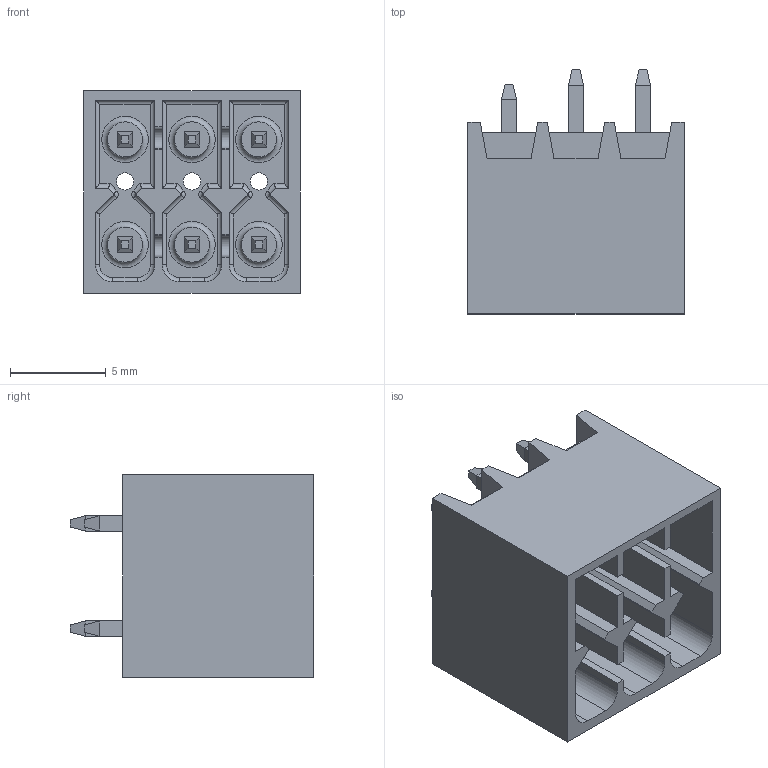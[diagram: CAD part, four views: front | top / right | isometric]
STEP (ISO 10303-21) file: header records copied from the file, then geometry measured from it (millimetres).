
FILE_DESCRIPTION(/* description */ ('Unknown'),/* implementation_level */ '2;1');
FILE_NAME(/* name */ '691778100006',/* time_stamp */ '2024-07-18T10:03:54+02:00',/* author */ ('Unknown'),/* organization */ ('Unknown'),/* preprocessor_version */ 'ST-DEVELOPER v19.4',/* originating_system */ 'Solid Edge',/* authorisation */ 'Unknown');
FILE_SCHEMA (('AUTOMOTIVE_DESIGN {1 0 10303 214 3 1 1}'));
Length unit declared in the file: millimetre
Products named in the file (3): 6917781000xx; 691778100006; 6917781000xx_Pin
Assembly tree (7 placements, depth 2):
  6917781000xx
    691778100006
    6917781000xx_Pin  x6
Bounding box: 11.3 x 12.75 x 10.6 mm (x, y, z)
Volume: 518.3 mm3; surface area: 1582.4 mm2
Topology: 7 solids, 7 shells, 308 faces, 741 edges, 454 vertices
Faces by surface type: plane 229, cylinder 61, torus 18
Full cylindrical faces by diameter (mm): 0.9 x3, 1.83 x6
Entity records: 7024 total; most frequent: CARTESIAN_POINT 1212, DIRECTION 1176, ORIENTED_EDGE 1160, EDGE_CURVE 580, LINE 464, VECTOR 464, VERTEX_POINT 368, AXIS2_PLACEMENT_3D 356
